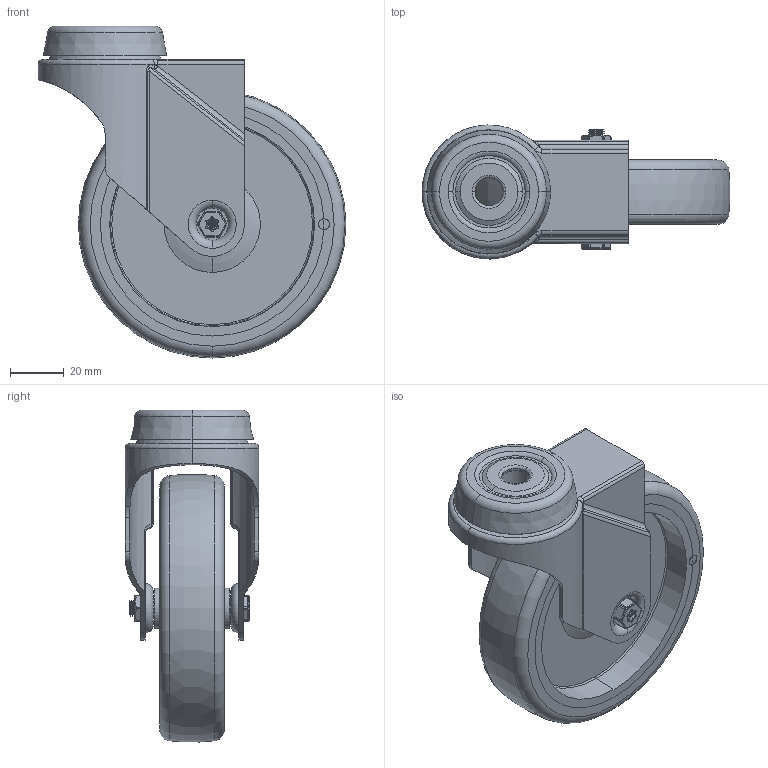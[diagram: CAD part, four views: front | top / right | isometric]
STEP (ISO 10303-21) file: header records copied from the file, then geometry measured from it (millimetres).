
FILE_DESCRIPTION(('STEP AP203'),'1');
FILE_NAME('BZRA100GRECBH10.STEP','2023-06-08T11:53:45',(' '),(' '),'Spatial InterOp 3D',' ',' ');
FILE_SCHEMA(('CONFIG_CONTROL_DESIGN'));
Length unit declared in the file: metre
Products named in the file (15): BZRA100ASBH10; ZINC PLATED PRESSED STEEL HEAD; ZINC PLATED PRESSED STEEL FORKS; BZRA100GRECBH10; 85 SHORE A ELECTRICALLY CONDUCTIVE RUBBER; 85 SHORE A ELECTRICALLY CONDUCTIVE RUBBER Geometry; SPOT; BZL100WGREC; POLYPROPYLENE RIM; TUBEM8X30; ZINC PLATED AXLE TUBE; BOLTBZRA6MM; ZINC PLATED AXLE BOLT; NM6GR8HALFGR8; ZINC PLATED LOCKING NUT
Assembly tree (14 placements, depth 4):
  BZRA100GRECBH10
    BZRA100ASBH10
      ZINC PLATED PRESSED STEEL HEAD
      ZINC PLATED PRESSED STEEL FORKS
    BZL100WGREC
      85 SHORE A ELECTRICALLY CONDUCTIVE RUBBER
        85 SHORE A ELECTRICALLY CONDUCTIVE RUBBER Geometry
        SPOT
      POLYPROPYLENE RIM
    TUBEM8X30
      ZINC PLATED AXLE TUBE
    BOLTBZRA6MM
      ZINC PLATED AXLE BOLT
    NM6GR8HALFGR8
      ZINC PLATED LOCKING NUT
Bounding box: 114.94 x 50 x 123.94 mm (x, y, z)
Volume: 130023.3 mm3; surface area: 73565.2 mm2
Topology: 8 solids, 8 shells, 403 faces, 967 edges, 594 vertices
Faces by surface type: cylinder 175, torus 82, plane 64, cone 40, bspline 36, sphere 6
Entity records: 30184 total; most frequent: CARTESIAN_POINT 20037, DIRECTION 2094, ORIENTED_EDGE 1922, EDGE_CURVE 961, AXIS2_PLACEMENT_3D 913, VERTEX_POINT 594, CIRCLE 507, EDGE_LOOP 439
